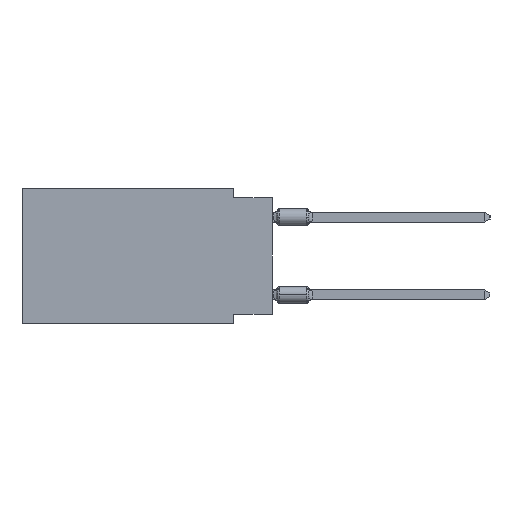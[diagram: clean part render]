
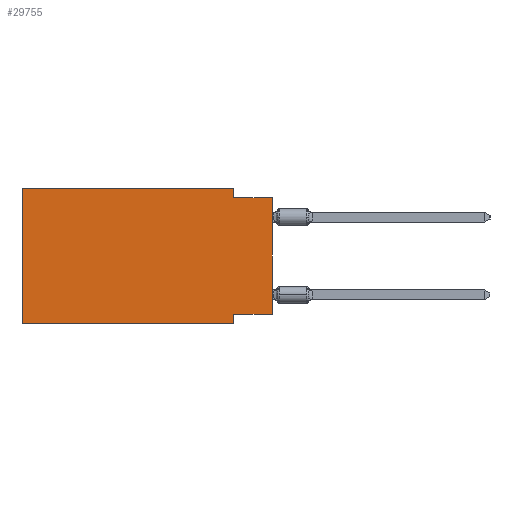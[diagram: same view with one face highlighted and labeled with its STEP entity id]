
A CAD part, left-side view. The second image highlights one B-rep face of the part: STEP entity #29755.
In plain terms, the highlighted planar face has unit normal (-1, 0, 0).
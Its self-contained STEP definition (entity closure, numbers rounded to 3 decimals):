
#1416 = VERTEX_POINT ( 'NONE', #44255 ) ;
#1917 = EDGE_CURVE ( 'NONE', #5138, #26681, #56692, .T. ) ;
#2281 = VERTEX_POINT ( 'NONE', #51942 ) ;
#4242 = ORIENTED_EDGE ( 'NONE', *, *, #1917, .F. ) ;
#5138 = VERTEX_POINT ( 'NONE', #34271 ) ;
#6504 = VECTOR ( 'NONE', #32776, 1000. ) ;
#7130 = DIRECTION ( 'NONE',  ( 0., 0., 1. ) ) ;
#7825 = CARTESIAN_POINT ( 'NONE',  ( 0., 16.383, 0. ) ) ;
#8015 = CARTESIAN_POINT ( 'NONE',  ( 0., 2.54, 0. ) ) ;
#8351 = DIRECTION ( 'NONE',  ( 0., -1., 0. ) ) ;
#9298 = CARTESIAN_POINT ( 'NONE',  ( 0., 16.383, 0. ) ) ;
#9345 = VECTOR ( 'NONE', #7130, 1000. ) ;
#12100 = EDGE_CURVE ( 'NONE', #17888, #12178, #27325, .T. ) ;
#12172 = CARTESIAN_POINT ( 'NONE',  ( 0., 16.383, -8.89 ) ) ;
#12178 = VERTEX_POINT ( 'NONE', #45755 ) ;
#12196 = LINE ( 'NONE', #16591, #41474 ) ;
#12761 = VECTOR ( 'NONE', #56491, 1000. ) ;
#13025 = VECTOR ( 'NONE', #45459, 1000. ) ;
#13392 = DIRECTION ( 'NONE',  ( 0., 0., -1. ) ) ;
#14915 = CARTESIAN_POINT ( 'NONE',  ( 0., 0., 0. ) ) ;
#16083 = DIRECTION ( 'NONE',  ( 0., 0., -1. ) ) ;
#16591 = CARTESIAN_POINT ( 'NONE',  ( 0., 0., -0.635 ) ) ;
#16849 = ORIENTED_EDGE ( 'NONE', *, *, #38361, .F. ) ;
#17080 = ORIENTED_EDGE ( 'NONE', *, *, #23978, .F. ) ;
#17888 = VERTEX_POINT ( 'NONE', #53209 ) ;
#20752 = CARTESIAN_POINT ( 'NONE',  ( 0., 2.54, -8.89 ) ) ;
#23978 = EDGE_CURVE ( 'NONE', #55187, #2281, #12196, .T. ) ;
#25709 = EDGE_CURVE ( 'NONE', #12178, #39108, #56163, .T. ) ;
#26519 = EDGE_LOOP ( 'NONE', ( #34258, #17080, #36942, #4242, #16849, #42084, #27713, #32800 ) ) ;
#26575 = PLANE ( 'NONE',  #46174 ) ;
#26681 = VERTEX_POINT ( 'NONE', #8015 ) ;
#27325 = LINE ( 'NONE', #36680, #13025 ) ;
#27713 = ORIENTED_EDGE ( 'NONE', *, *, #25709, .F. ) ;
#29755 = ADVANCED_FACE ( 'NONE', ( #31543 ), #26575, .F. ) ;
#30310 = LINE ( 'NONE', #12172, #41977 ) ;
#31543 = FACE_OUTER_BOUND ( 'NONE', #26519, .T. ) ;
#32776 = DIRECTION ( 'NONE',  ( 0., 0., 1. ) ) ;
#32800 = ORIENTED_EDGE ( 'NONE', *, *, #12100, .F. ) ;
#33991 = CARTESIAN_POINT ( 'NONE',  ( 0., 2.54, 0. ) ) ;
#34258 = ORIENTED_EDGE ( 'NONE', *, *, #51079, .T. ) ;
#34271 = CARTESIAN_POINT ( 'NONE',  ( 0., 16.383, 0. ) ) ;
#36680 = CARTESIAN_POINT ( 'NONE',  ( 0., 0., -8.255 ) ) ;
#36942 = ORIENTED_EDGE ( 'NONE', *, *, #48355, .F. ) ;
#37153 = LINE ( 'NONE', #14915, #6504 ) ;
#37191 = EDGE_CURVE ( 'NONE', #1416, #39108, #30310, .T. ) ;
#37934 = CARTESIAN_POINT ( 'NONE',  ( 0., 2.54, -0.635 ) ) ;
#38021 = CARTESIAN_POINT ( 'NONE',  ( 0., 2.54, -8.89 ) ) ;
#38361 = EDGE_CURVE ( 'NONE', #1416, #5138, #39008, .T. ) ;
#39008 = LINE ( 'NONE', #43689, #9345 ) ;
#39108 = VERTEX_POINT ( 'NONE', #38021 ) ;
#39404 = DIRECTION ( 'NONE',  ( 0., -1., 0. ) ) ;
#41474 = VECTOR ( 'NONE', #39404, 1000. ) ;
#41977 = VECTOR ( 'NONE', #8351, 1000. ) ;
#42084 = ORIENTED_EDGE ( 'NONE', *, *, #37191, .T. ) ;
#43689 = CARTESIAN_POINT ( 'NONE',  ( 0., 16.383, 0. ) ) ;
#44255 = CARTESIAN_POINT ( 'NONE',  ( 0., 16.383, -8.89 ) ) ;
#44998 = DIRECTION ( 'NONE',  ( 1., 0., 0. ) ) ;
#45459 = DIRECTION ( 'NONE',  ( 0., 1., 0. ) ) ;
#45755 = CARTESIAN_POINT ( 'NONE',  ( 0., 2.54, -8.255 ) ) ;
#46174 = AXIS2_PLACEMENT_3D ( 'NONE', #9298, #44998, #13392 ) ;
#48142 = VECTOR ( 'NONE', #16083, 1000. ) ;
#48355 = EDGE_CURVE ( 'NONE', #26681, #55187, #55351, .T. ) ;
#50657 = VECTOR ( 'NONE', #52582, 1000. ) ;
#51079 = EDGE_CURVE ( 'NONE', #17888, #2281, #37153, .T. ) ;
#51942 = CARTESIAN_POINT ( 'NONE',  ( 0., 0., -0.635 ) ) ;
#52582 = DIRECTION ( 'NONE',  ( 0., -1., 0. ) ) ;
#53209 = CARTESIAN_POINT ( 'NONE',  ( 0., 0., -8.255 ) ) ;
#55187 = VERTEX_POINT ( 'NONE', #37934 ) ;
#55351 = LINE ( 'NONE', #33991, #12761 ) ;
#56163 = LINE ( 'NONE', #20752, #48142 ) ;
#56491 = DIRECTION ( 'NONE',  ( 0., 0., -1. ) ) ;
#56692 = LINE ( 'NONE', #7825, #50657 ) ;
